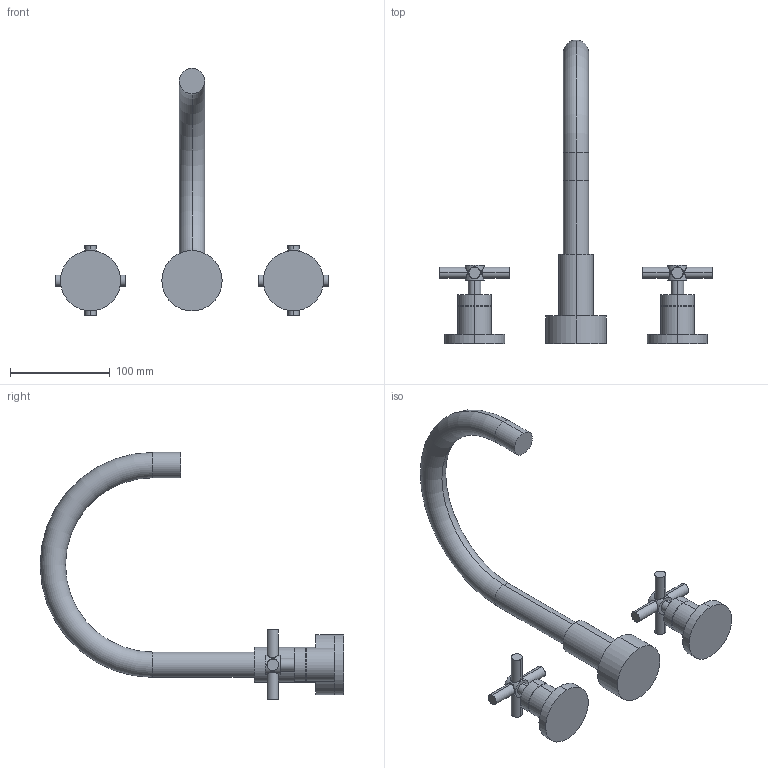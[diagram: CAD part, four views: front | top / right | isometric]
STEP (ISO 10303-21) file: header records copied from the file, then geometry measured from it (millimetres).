
FILE_DESCRIPTION((''),'2;1');
FILE_NAME('3-996','2021-03-16T11:25:36',('jinson.thomas'),(''),'CREO PARAMETRIC BY PTC INC, 2018400','CREO PARAMETRIC BY PTC INC, 2018400','');
FILE_SCHEMA(('CONFIG_CONTROL_DESIGN'));
Length unit declared in the file: inch
Products named in the file (1): 3-996
Bounding box: 273.05 x 304.23 x 247.65 mm (x, y, z)
Volume: 520440 mm3; surface area: 91664.1 mm2
Topology: 3 solids, 3 shells, 100 faces, 206 edges, 136 vertices
Faces by surface type: cylinder 64, plane 34, torus 2
Entity records: 3356 total; most frequent: CARTESIAN_POINT 1118, DIRECTION 496, ORIENTED_EDGE 412, AXIS2_PLACEMENT_3D 214, EDGE_CURVE 206, VERTEX_POINT 136, EDGE_LOOP 124, CIRCLE 114
